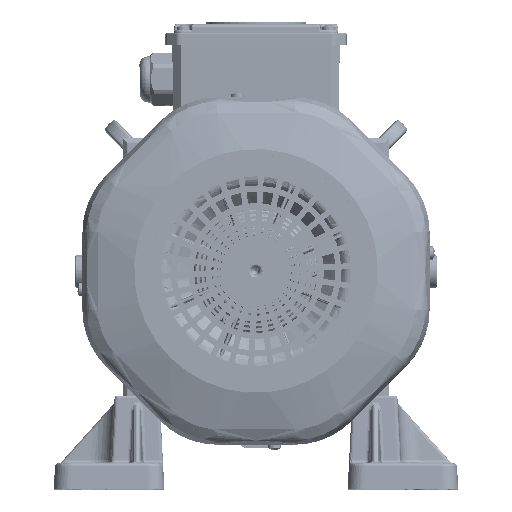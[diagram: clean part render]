
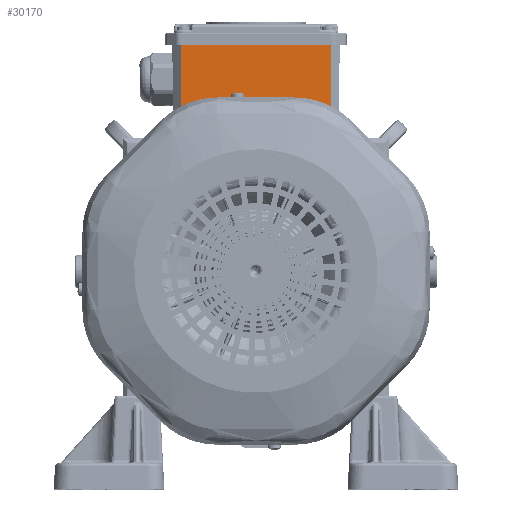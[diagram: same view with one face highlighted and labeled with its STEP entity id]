
A CAD part, top view. The second image highlights one B-rep face of the part: STEP entity #30170.
In plain terms, the highlighted planar face has unit normal (0, -0.018, 1).
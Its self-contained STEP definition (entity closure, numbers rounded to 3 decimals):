
#30170=ADVANCED_FACE('',(#43264),#33939,.T.);
#33939=PLANE('',#196332);
#43264=FACE_OUTER_BOUND('',#54512,.T.);
#54512=EDGE_LOOP('',(#97733,#97734,#97735,#97736));
#97733=ORIENTED_EDGE('',*,*,#146093,.T.);
#97734=ORIENTED_EDGE('',*,*,#146092,.F.);
#97735=ORIENTED_EDGE('',*,*,#146094,.F.);
#97736=ORIENTED_EDGE('',*,*,#146095,.T.);
#120111=VERTEX_POINT('',#388823);
#120114=VERTEX_POINT('',#388828);
#120115=VERTEX_POINT('',#388832);
#120116=VERTEX_POINT('',#388834);
#146092=EDGE_CURVE('',#120114,#120111,#158618,.T.);
#146093=EDGE_CURVE('',#120115,#120111,#158619,.T.);
#146094=EDGE_CURVE('',#120116,#120114,#158620,.T.);
#146095=EDGE_CURVE('',#120116,#120115,#158621,.T.);
#158618=LINE('',#388829,#168165);
#158619=LINE('',#388831,#168166);
#158620=LINE('',#388833,#168167);
#158621=LINE('',#388835,#168168);
#168165=VECTOR('',#238490,1.);
#168166=VECTOR('',#238493,1.);
#168167=VECTOR('',#238494,1.);
#168168=VECTOR('',#238495,1.);
#196332=AXIS2_PLACEMENT_3D('',#388836,#238496,#238497);
#238490=DIRECTION('',(-0.007,1.,0.017));
#238493=DIRECTION('',(-1.,0.,0.));
#238494=DIRECTION('',(-1.,0.,0.));
#238495=DIRECTION('',(0.007,1.,0.017));
#238496=DIRECTION('',(0.,-0.017,1.));
#238497=DIRECTION('',(0.,1.,0.017));
#388823=CARTESIAN_POINT('',(-45.457,137.,116.689));
#388828=CARTESIAN_POINT('',(-45.172,97.5,116.));
#388829=CARTESIAN_POINT('',(-45.172,97.5,116.));
#388831=CARTESIAN_POINT('',(45.172,137.,116.689));
#388832=CARTESIAN_POINT('',(45.457,137.,116.689));
#388833=CARTESIAN_POINT('',(45.172,97.5,116.));
#388834=CARTESIAN_POINT('',(45.172,97.5,116.));
#388835=CARTESIAN_POINT('',(45.172,97.5,116.));
#388836=CARTESIAN_POINT('',(45.172,97.5,116.));
